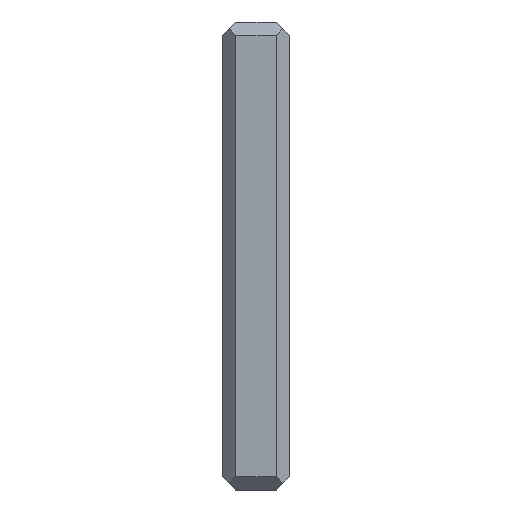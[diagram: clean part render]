
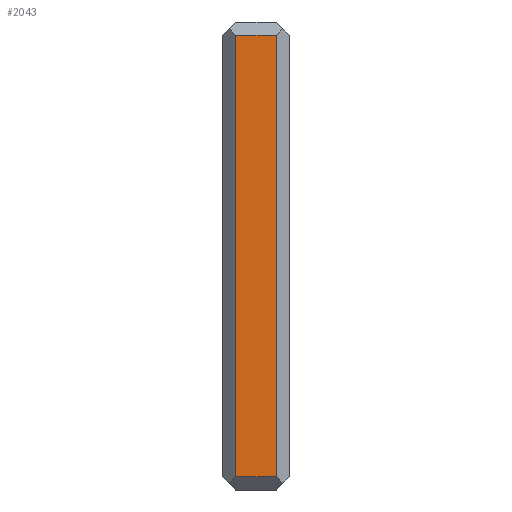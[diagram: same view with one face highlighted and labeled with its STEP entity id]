
A CAD part, left-side view. The second image highlights one B-rep face of the part: STEP entity #2043.
In plain terms, the highlighted planar face has unit normal (-1, 0, 0).
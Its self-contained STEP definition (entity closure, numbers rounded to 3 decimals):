
#283=DIRECTION('',(0.,0.,1.));
#284=VECTOR('',#283,33.);
#285=CARTESIAN_POINT('',(-272.5,403.,-329.5));
#286=LINE('',#285,#284);
#395=DIRECTION('',(0.,1.,0.));
#396=VECTOR('',#395,3.);
#397=CARTESIAN_POINT('',(-272.5,400.,-329.5));
#398=LINE('',#397,#396);
#437=DIRECTION('',(0.,-1.,0.));
#438=VECTOR('',#437,3.);
#439=CARTESIAN_POINT('',(-272.5,403.,-296.5));
#440=LINE('',#439,#438);
#937=DIRECTION('',(0.,0.,-1.));
#938=VECTOR('',#937,33.);
#939=CARTESIAN_POINT('',(-272.5,400.,-296.5));
#940=LINE('',#939,#938);
#1529=CARTESIAN_POINT('',(-272.5,403.,-329.5));
#1530=VERTEX_POINT('',#1529);
#1531=CARTESIAN_POINT('',(-272.5,403.,-296.5));
#1532=VERTEX_POINT('',#1531);
#1607=CARTESIAN_POINT('',(-272.5,400.,-296.5));
#1608=CARTESIAN_POINT('',(-272.5,400.,-329.5));
#1609=VERTEX_POINT('',#1607);
#1610=VERTEX_POINT('',#1608);
#2030=CARTESIAN_POINT('',(-272.5,0.,-159.));
#2031=DIRECTION('',(-1.,0.,0.));
#2032=DIRECTION('',(0.,0.,1.));
#2033=AXIS2_PLACEMENT_3D('',#2030,#2031,#2032);
#2034=PLANE('',#2033);
#2035=ORIENTED_EDGE('',*,*,#1848,.T.);
#2037=ORIENTED_EDGE('',*,*,#2036,.T.);
#2039=ORIENTED_EDGE('',*,*,#2038,.T.);
#2040=ORIENTED_EDGE('',*,*,#2014,.T.);
#2041=EDGE_LOOP('',(#2035,#2037,#2039,#2040));
#2042=FACE_OUTER_BOUND('',#2041,.F.);
#1848=EDGE_CURVE('',#1530,#1532,#286,.T.);
#2014=EDGE_CURVE('',#1610,#1530,#398,.T.);
#2036=EDGE_CURVE('',#1532,#1609,#440,.T.);
#2038=EDGE_CURVE('',#1609,#1610,#940,.T.);
#2043=ADVANCED_FACE('',(#2042),#2034,.T.);
